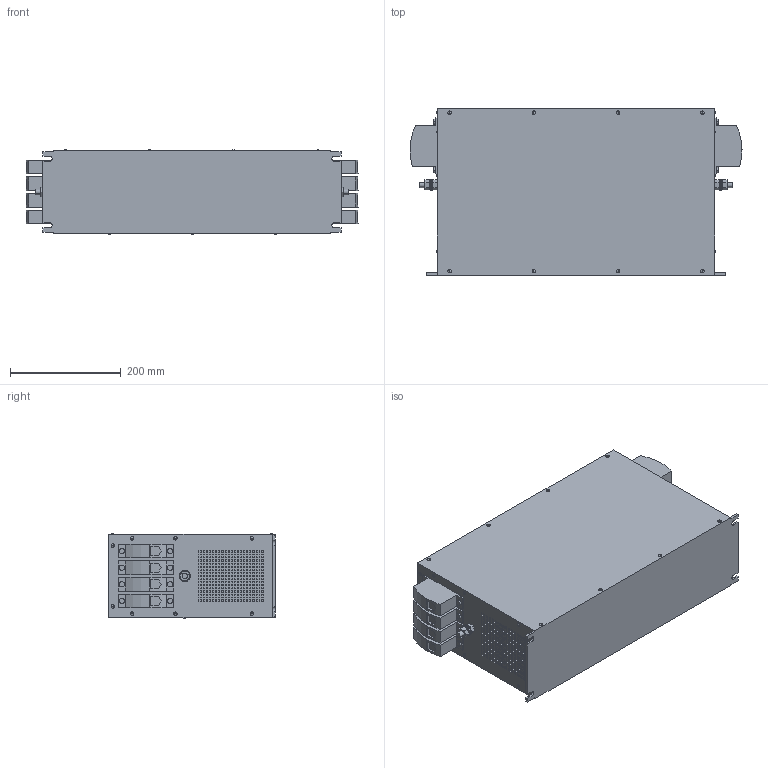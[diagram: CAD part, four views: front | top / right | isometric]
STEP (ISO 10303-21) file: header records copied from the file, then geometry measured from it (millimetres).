
FILE_DESCRIPTION (( 'STEP AP214' ), '1' );
FILE_NAME ('791555.STEP', '2024-08-06T13:10:02', ( '' ), ( '' ), 'SwSTEP 2.0', 'SolidWorks 2022', '' );
FILE_SCHEMA (( 'AUTOMOTIVE_DESIGN' ));
Length unit declared in the file: millimetre
Products named in the file (1): 791555
Bounding box: 599 x 300.05 x 152.74 mm (x, y, z)
Volume: 23210970.1 mm3; surface area: 655572.7 mm2
Topology: 1 solids, 17 shells, 4463 faces, 10682 edges, 7121 vertices
Faces by surface type: plane 4247, cylinder 162, sphere 54
Entity records: 126982 total; most frequent: CARTESIAN_POINT 22411, ORIENTED_EDGE 21364, DIRECTION 20014, EDGE_CURVE 10682, LINE 10182, VECTOR 10182, VERTEX_POINT 7121, EDGE_LOOP 5331
